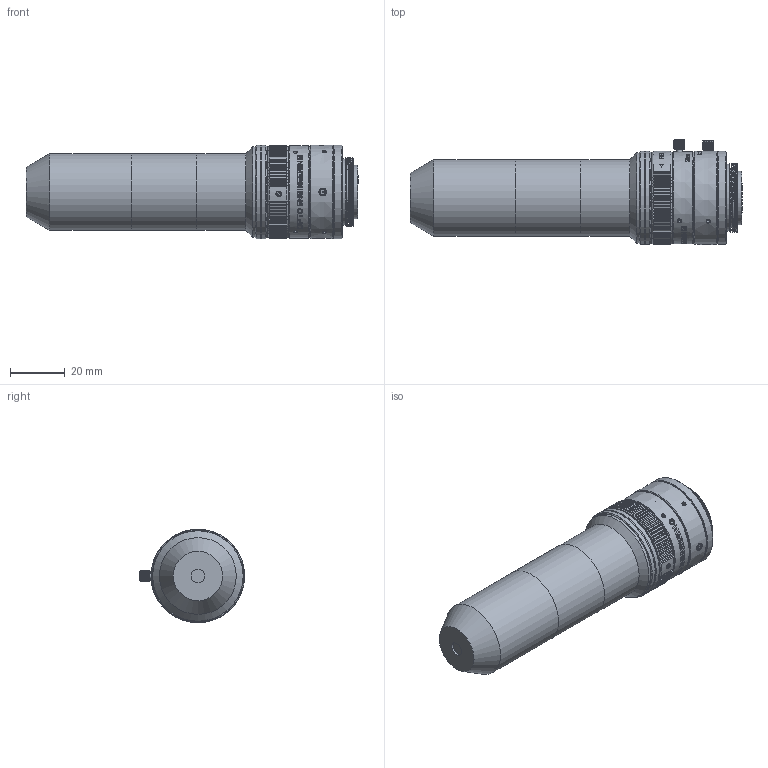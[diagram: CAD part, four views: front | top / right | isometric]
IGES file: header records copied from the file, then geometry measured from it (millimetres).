
Start section: SolidWorks IGES file using analytic representation for surfaces
Global section: file name: DP33107-A_PCHIL012.igs; native system: SolidWorks 2021; preprocessor: SolidWorks 2021; author: lrizzotto; date: 231206.123022; units: millimetre
Bounding box: 121.08 x 38.3 x 34 mm (x, y, z)
Surface area: 16460.3 mm2 (no closed solid volume)
Topology: 0 solids, 0 shells, 691 faces, 5994 edges, 5945 vertices
Faces by surface type: bspline 365, revolution 326
